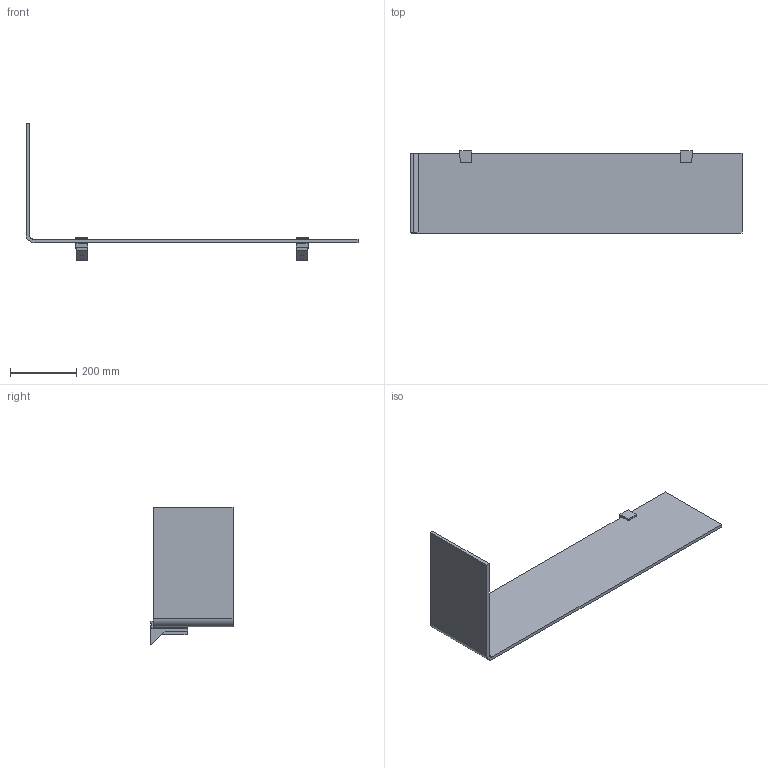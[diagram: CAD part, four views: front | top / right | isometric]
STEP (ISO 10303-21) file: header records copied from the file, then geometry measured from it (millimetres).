
FILE_DESCRIPTION(/* description */ (''),/* implementation_level */ '2;1');
FILE_NAME(/* name */ 'RL100 - Rialto L Mensole 100x36',/* time_stamp */ '2013-07-16T12:18:44+02:00',/* author */ (''),/* organization */ (''),/* preprocessor_version */ 'ST-DEVELOPER v10',/* originating_system */ '',/* authorisation */ '');
FILE_SCHEMA (('CONFIG_CONTROL_DESIGN'));
Length unit declared in the file: millimetre
Products named in the file (1): 1
Bounding box: 1000 x 247 x 414.5 mm (x, y, z)
Volume: 3452948.4 mm3; surface area: 741836.6 mm2
Topology: 11 solids, 11 shells, 140 faces, 342 edges, 230 vertices
Faces by surface type: plane 106, bspline 34
Entity records: 3914 total; most frequent: CARTESIAN_POINT 1432, ORIENTED_EDGE 684, EDGE_CURVE 342, B_SPLINE_CURVE_WITH_KNOTS 334, VERTEX_POINT 230, EDGE_LOOP 146, ADVANCED_FACE 140, FACE_OUTER_BOUND 140
